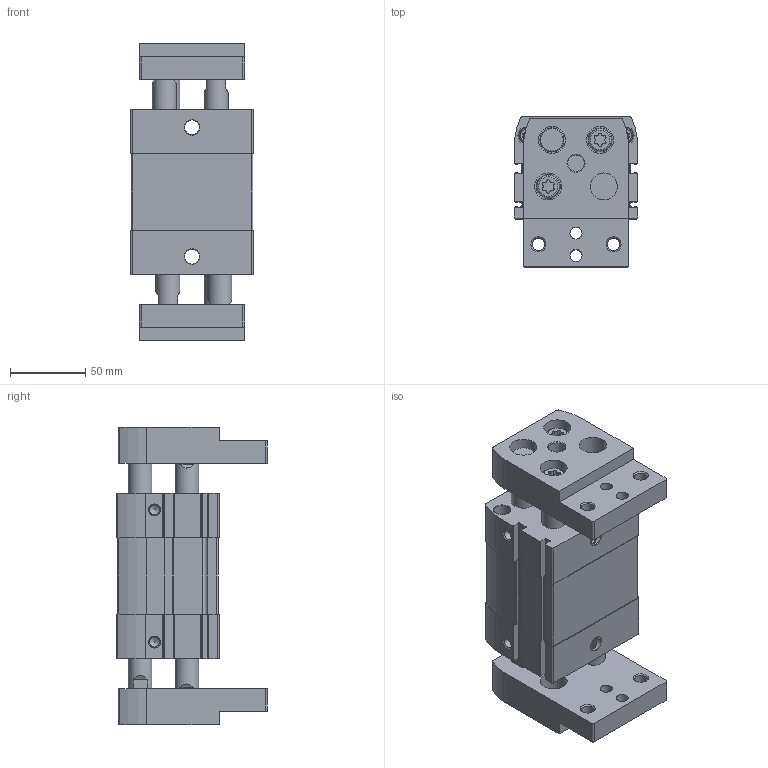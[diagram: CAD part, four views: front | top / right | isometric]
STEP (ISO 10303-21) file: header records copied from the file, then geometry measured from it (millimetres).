
FILE_DESCRIPTION(/* description */ ('STEP AP214'),/* implementation_level */ '2;1');
FILE_NAME(/* name */ '8112223_DHPL-32-70-P-A',/* time_stamp */ '2024-08-15T09:44:07+02:00',/* author */ ('License CC BY-ND 4.0'),/* organization */ ('CADENAS'),/* preprocessor_version */ 'ST-DEVELOPER v19.3',/* originating_system */ 'PARTsolutions',/* authorisation */ ' ');
FILE_SCHEMA (('AUTOMOTIVE_DESIGN {1 0 10303 214 3 1 1}'));
Length unit declared in the file: millimetre
Products named in the file (3): 8112223 DHPL-32-70-P-A---(0_high); 8112223 DHPL-32-70-P-A---(high_h); 8112223 DHPL-32-70-P-A---(high_s)
Assembly tree (3 placements, depth 2):
  8112223 DHPL-32-70-P-A---(0_high)
    8112223 DHPL-32-70-P-A---(high_h)
    8112223 DHPL-32-70-P-A---(high_s)  x2
Bounding box: 82 x 100 x 198 mm (x, y, z)
Volume: 798246.5 mm3; surface area: 161468.9 mm2
Topology: 3 solids, 3 shells, 522 faces, 1365 edges, 889 vertices
Faces by surface type: cylinder 284, plane 175, cone 53, torus 10
Full cylindrical faces by diameter (mm): 2 x2, 6 x1, 6.647 x6, 8 x4, 8.376 x4, 8.566 x2, 10 x4, 10.106 x2, 10.917 x2, 11 x6, 12 x1, 16 x8, 18 x8, 27 x1, 32 x4
Entity records: 13337 total; most frequent: CARTESIAN_POINT 2502, DIRECTION 2398, ORIENTED_EDGE 2050, EDGE_CURVE 1025, AXIS2_PLACEMENT_3D 955, VERTEX_POINT 727, FACE_BOUND 608, EDGE_LOOP 602
